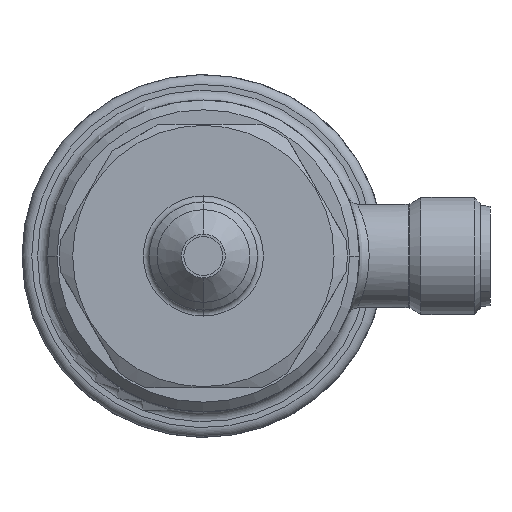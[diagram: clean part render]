
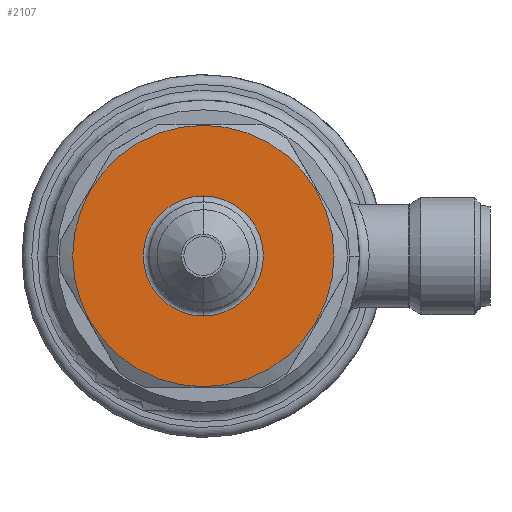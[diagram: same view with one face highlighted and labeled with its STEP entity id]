
A CAD part, front view. The second image highlights one B-rep face of the part: STEP entity #2107.
In plain terms, the highlighted face is planar.
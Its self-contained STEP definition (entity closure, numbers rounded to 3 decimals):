
#125 = EDGE_LOOP ( 'NONE', ( #847, #2508 ) ) ;
#538 = DIRECTION ( 'NONE',  ( -1., 0., 0. ) ) ;
#629 = CARTESIAN_POINT ( 'NONE',  ( 33.5, 0., 6.156 ) ) ;
#772 = FACE_BOUND ( 'NONE', #2579, .T. ) ;
#847 = ORIENTED_EDGE ( 'NONE', *, *, #1464, .F. ) ;
#1052 = CARTESIAN_POINT ( 'NONE',  ( 33.5, 13.4, 0. ) ) ;
#1169 = CARTESIAN_POINT ( 'NONE',  ( 33.5, 0., 0. ) ) ;
#1177 = CARTESIAN_POINT ( 'NONE',  ( 33.5, 0., 0. ) ) ;
#1200 = CIRCLE ( 'NONE', #4378, 13.4 ) ;
#1210 = EDGE_CURVE ( 'NONE', #3455, #2469, #5301, .T. ) ;
#1464 = EDGE_CURVE ( 'NONE', #1804, #6619, #7002, .T. ) ;
#1804 = VERTEX_POINT ( 'NONE', #3962 ) ;
#1828 = DIRECTION ( 'NONE',  ( 0., 0., 1. ) ) ;
#1961 = DIRECTION ( 'NONE',  ( 0., 0., 1. ) ) ;
#2107 = ADVANCED_FACE ( 'NONE', ( #5527, #772 ), #4164, .F. ) ;
#2327 = DIRECTION ( 'NONE',  ( -1., 0., 0. ) ) ;
#2350 = EDGE_CURVE ( 'NONE', #6619, #1804, #1200, .T. ) ;
#2469 = VERTEX_POINT ( 'NONE', #7345 ) ;
#2508 = ORIENTED_EDGE ( 'NONE', *, *, #2350, .F. ) ;
#2561 = DIRECTION ( 'NONE',  ( -1., 0., 0. ) ) ;
#2579 = EDGE_LOOP ( 'NONE', ( #4117, #3948 ) ) ;
#3197 = DIRECTION ( 'NONE',  ( 0., 0., 1. ) ) ;
#3455 = VERTEX_POINT ( 'NONE', #629 ) ;
#3726 = AXIS2_PLACEMENT_3D ( 'NONE', #1177, #5509, #1828 ) ;
#3803 = DIRECTION ( 'NONE',  ( -1., 0., 0. ) ) ;
#3843 = CARTESIAN_POINT ( 'NONE',  ( 33.5, 0., 0. ) ) ;
#3948 = ORIENTED_EDGE ( 'NONE', *, *, #4297, .T. ) ;
#3962 = CARTESIAN_POINT ( 'NONE',  ( 33.5, 0., 13.4 ) ) ;
#4105 = AXIS2_PLACEMENT_3D ( 'NONE', #1052, #2327, #6552 ) ;
#4117 = ORIENTED_EDGE ( 'NONE', *, *, #1210, .T. ) ;
#4164 = PLANE ( 'NONE',  #4105 ) ;
#4297 = EDGE_CURVE ( 'NONE', #2469, #3455, #7220, .T. ) ;
#4378 = AXIS2_PLACEMENT_3D ( 'NONE', #6194, #2561, #6759 ) ;
#4722 = AXIS2_PLACEMENT_3D ( 'NONE', #1169, #538, #1961 ) ;
#5029 = CARTESIAN_POINT ( 'NONE',  ( 33.5, 0., -13.4 ) ) ;
#5301 = CIRCLE ( 'NONE', #4722, 6.156 ) ;
#5509 = DIRECTION ( 'NONE',  ( -1., 0., 0. ) ) ;
#5527 = FACE_OUTER_BOUND ( 'NONE', #125, .T. ) ;
#5777 = AXIS2_PLACEMENT_3D ( 'NONE', #3843, #3803, #3197 ) ;
#6194 = CARTESIAN_POINT ( 'NONE',  ( 33.5, 0., 0. ) ) ;
#6552 = DIRECTION ( 'NONE',  ( 0., 0., 1. ) ) ;
#6619 = VERTEX_POINT ( 'NONE', #5029 ) ;
#6759 = DIRECTION ( 'NONE',  ( 0., 0., 1. ) ) ;
#7002 = CIRCLE ( 'NONE', #5777, 13.4 ) ;
#7220 = CIRCLE ( 'NONE', #3726, 6.156 ) ;
#7345 = CARTESIAN_POINT ( 'NONE',  ( 33.5, 0., -6.156 ) ) ;
